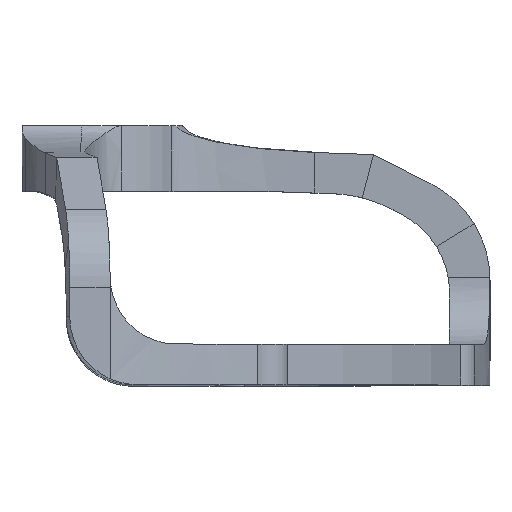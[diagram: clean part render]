
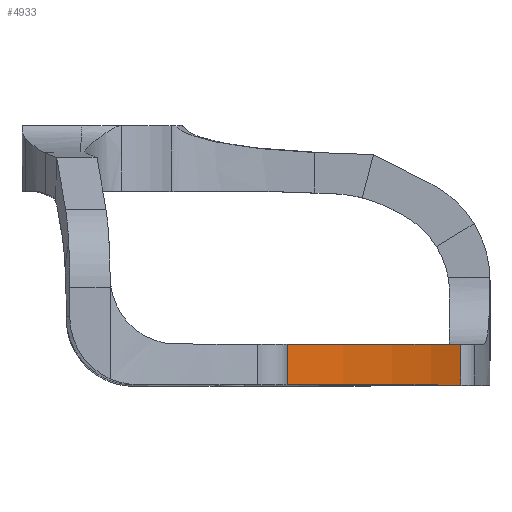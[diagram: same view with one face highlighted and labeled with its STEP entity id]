
A CAD part, top view. The second image highlights one B-rep face of the part: STEP entity #4933.
In plain terms, the highlighted cylindrical face has radius 81.583 mm (diameter 163.166 mm), a partial arc.
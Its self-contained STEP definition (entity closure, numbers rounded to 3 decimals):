
#112 = EDGE_LOOP ( 'NONE', ( #5042, #2396, #649, #4851 ) ) ;
#319 = DIRECTION ( 'NONE',  ( 0., -1., 0. ) ) ;
#547 = CARTESIAN_POINT ( 'NONE',  ( 53.706, -28.4, 26.112 ) ) ;
#576 = DIRECTION ( 'NONE',  ( 0., -1., 0. ) ) ;
#629 = CYLINDRICAL_SURFACE ( 'NONE', #2708, 81.583 ) ;
#649 = ORIENTED_EDGE ( 'NONE', *, *, #4380, .F. ) ;
#718 = EDGE_CURVE ( 'NONE', #3029, #5088, #1218, .T. ) ;
#878 = VECTOR ( 'NONE', #3032, 1000. ) ;
#1008 = FACE_OUTER_BOUND ( 'NONE', #112, .T. ) ;
#1144 = CARTESIAN_POINT ( 'NONE',  ( 27.968, -34.4, 63.23 ) ) ;
#1172 = DIRECTION ( 'NONE',  ( 0., 0., 1. ) ) ;
#1218 = CIRCLE ( 'NONE', #3046, 81.583 ) ;
#1443 = CARTESIAN_POINT ( 'NONE',  ( 27.968, -31.4, 63.23 ) ) ;
#1445 = AXIS2_PLACEMENT_3D ( 'NONE', #3721, #576, #4520 ) ;
#1459 = VECTOR ( 'NONE', #319, 1000. ) ;
#1676 = CARTESIAN_POINT ( 'NONE',  ( 53.706, -34.4, 26.112 ) ) ;
#1722 = CARTESIAN_POINT ( 'NONE',  ( 27.968, -28.4, 63.23 ) ) ;
#1979 = VERTEX_POINT ( 'NONE', #547 ) ;
#2116 = DIRECTION ( 'NONE',  ( 0., -1., 0. ) ) ;
#2396 = ORIENTED_EDGE ( 'NONE', *, *, #3872, .T. ) ;
#2620 = DIRECTION ( 'NONE',  ( 0., 0., -1. ) ) ;
#2649 = CARTESIAN_POINT ( 'NONE',  ( 53.706, -31.4, 26.112 ) ) ;
#2708 = AXIS2_PLACEMENT_3D ( 'NONE', #3326, #2116, #2620 ) ;
#3029 = VERTEX_POINT ( 'NONE', #1676 ) ;
#3032 = DIRECTION ( 'NONE',  ( 0., 1., 0. ) ) ;
#3033 = CIRCLE ( 'NONE', #1445, 81.583 ) ;
#3046 = AXIS2_PLACEMENT_3D ( 'NONE', #5135, #3588, #1172 ) ;
#3070 = LINE ( 'NONE', #2649, #1459 ) ;
#3326 = CARTESIAN_POINT ( 'NONE',  ( -23.585, -28.4, 0. ) ) ;
#3588 = DIRECTION ( 'NONE',  ( 0., -1., 0. ) ) ;
#3721 = CARTESIAN_POINT ( 'NONE',  ( -23.585, -28.4, 0. ) ) ;
#3872 = EDGE_CURVE ( 'NONE', #1979, #4574, #3033, .T. ) ;
#4380 = EDGE_CURVE ( 'NONE', #5088, #4574, #5016, .T. ) ;
#4520 = DIRECTION ( 'NONE',  ( 0., 0., 1. ) ) ;
#4574 = VERTEX_POINT ( 'NONE', #1722 ) ;
#4851 = ORIENTED_EDGE ( 'NONE', *, *, #718, .F. ) ;
#4933 = ADVANCED_FACE ( 'NONE', ( #1008 ), #629, .T. ) ;
#5016 = LINE ( 'NONE', #1443, #878 ) ;
#5042 = ORIENTED_EDGE ( 'NONE', *, *, #5102, .F. ) ;
#5088 = VERTEX_POINT ( 'NONE', #1144 ) ;
#5102 = EDGE_CURVE ( 'NONE', #1979, #3029, #3070, .T. ) ;
#5135 = CARTESIAN_POINT ( 'NONE',  ( -23.585, -34.4, 0. ) ) ;
